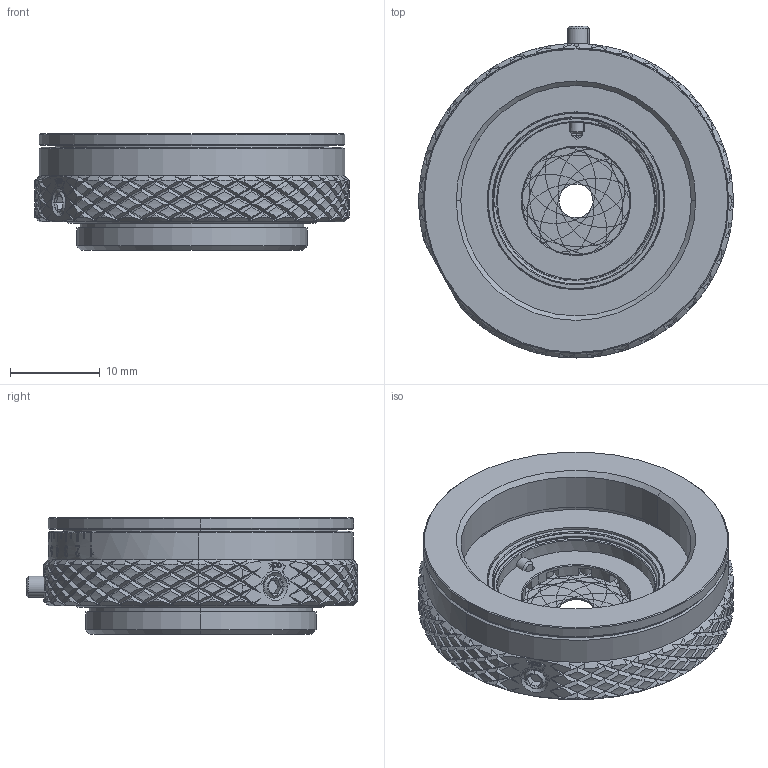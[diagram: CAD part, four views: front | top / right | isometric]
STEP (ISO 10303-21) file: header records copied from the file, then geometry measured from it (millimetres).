
FILE_DESCRIPTION (( 'STEP AP203' ), '1' );
FILE_NAME ('1.5.2.7_ZXL-H1D12B_SM1螺纹分度圆环式可调光阑，最大孔径12mm，Rev.A.STEP', '2022-07-25T03:35:27', ( '' ), ( '' ), 'SwSTEP 2.0', 'SolidWorks 2021', '' );
FILE_SCHEMA (( 'CONFIG_CONTROL_DESIGN' ));
Length unit declared in the file: millimetre
Products named in the file (6): 1.5.1.1.1_标准光阑主体，最大孔径φ12.0 mm，零部件; 1.5.2.7_ZXL-H1D12B_SM1螺纹分度圆环式可调光阑，最大孔径12mm，Rev.A; 30.8.1-7，M3尼龙头顶丝_30.8.1_LNJ3*3; SM1螺纹圆环式可调光阑手环，外径35mm，零部件_1.5.2.7.1_ZXL-H1D12B; 1.5.2.7.2_SM1螺纹分度圆环式可调光阑主体，带SM1内外螺纹，外径35mm，零部件，Rev.A; 30.5.87-93，LPJ2.5，M2.5不锈钢平头紧定螺丝_30.5.88-PJ2.5*4
Assembly tree (5 placements, depth 2):
  1.5.2.7_ZXL-H1D12B_SM1螺纹分度圆环式可调光阑，最大孔径12mm，Rev.A
    1.5.2.7.2_SM1螺纹分度圆环式可调光阑主体，带SM1内外螺纹，外径35mm，零部件，Rev.A
    30.5.87-93，LPJ2.5，M2.5不锈钢平头紧定螺丝_30.5.88-PJ2.5*4
    SM1螺纹圆环式可调光阑手环，外径35mm，零部件_1.5.2.7.1_ZXL-H1D12B
    1.5.1.1.1_标准光阑主体，最大孔径φ12.0 mm，零部件
    30.8.1-7，M3尼龙头顶丝_30.8.1_LNJ3*3
Bounding box: 35 x 36.96 x 13 mm (x, y, z)
Volume: 5096.6 mm3; surface area: 8851.3 mm2
Topology: 4 solids, 19 shells, 1806 faces, 4301 edges, 2561 vertices
Faces by surface type: bspline 1033, cylinder 384, plane 256, cone 127, torus 6
Entity records: 83120 total; most frequent: CARTESIAN_POINT 51673, ORIENTED_EDGE 8303, EDGE_CURVE 4299, DIRECTION 3808, VERTEX_POINT 2561, EDGE_LOOP 1888, ADVANCED_FACE 1806, FACE_OUTER_BOUND 1806
